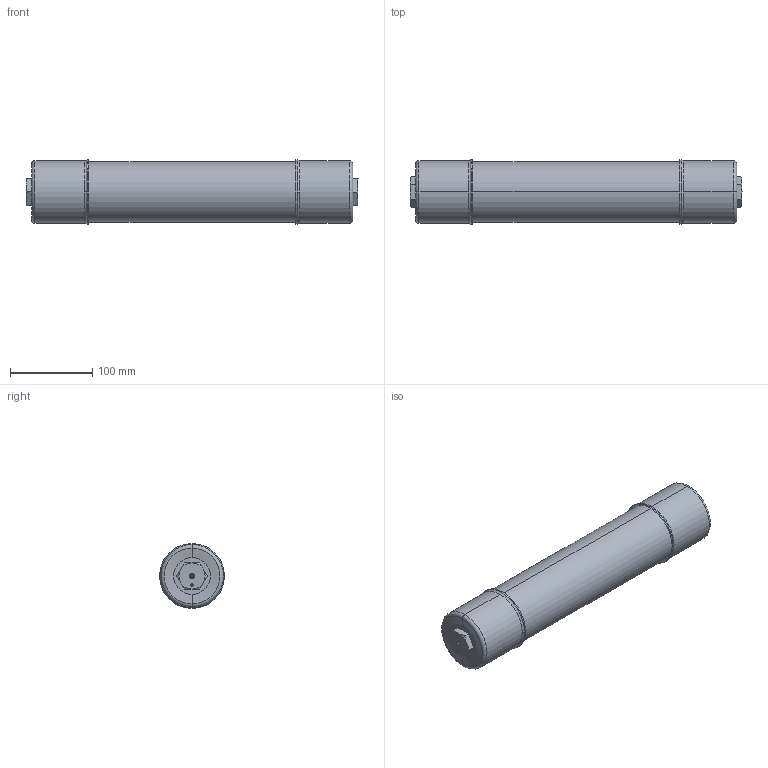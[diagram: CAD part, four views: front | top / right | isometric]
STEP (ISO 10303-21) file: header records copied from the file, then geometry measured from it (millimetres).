
FILE_DESCRIPTION (( 'STEP AP214' ), '1' );
FILE_NAME ('24391.STEP', '2023-11-13T21:35:19', ( '' ), ( '' ), 'SwSTEP 2.0', 'SolidWorks 2021', '' );
FILE_SCHEMA (( 'AUTOMOTIVE_DESIGN' ));
Length unit declared in the file: inch
Products named in the file (15): Copy of 150E^360018; 36016_11378; 24391; 160163_-001; 210008_-001; 140018_-101; 11688; 9399-A__9399-A; 23602_23602; 360018_360018; 340012_-001 SET; 130078_-003; 150E RTV SEALER^340012; 11378_CRIMPED
Assembly tree (32 placements, depth 3):
  24391
    360018_360018
      160163_-001
      160163_-001
      130078_-003
      23602_23602  x16
      Copy of 150E^360018  x2
    140018_-101  x2
    340012_-001 SET
      11378_CRIMPED
      210008_-001
      150E RTV SEALER^340012
    36016_11378
    9399-A__9399-A
    11688  x2
Bounding box: 403.58 x 78.74 x 78.74 mm (x, y, z)
Volume: 446711.1 mm3; surface area: 298286.1 mm2
Topology: 32 solids, 32 shells, 2092 faces, 5948 edges, 3953 vertices
Faces by surface type: cylinder 904, plane 522, sphere 326, bspline 192, cone 130, torus 18
Entity records: 20190 total; most frequent: CARTESIAN_POINT 6828, ORIENTED_EDGE 2250, DIRECTION 2190, EDGE_CURVE 1125, AXIS2_PLACEMENT_3D 906, VERTEX_POINT 728, EDGE_LOOP 533, FACE_OUTER_BOUND 447
